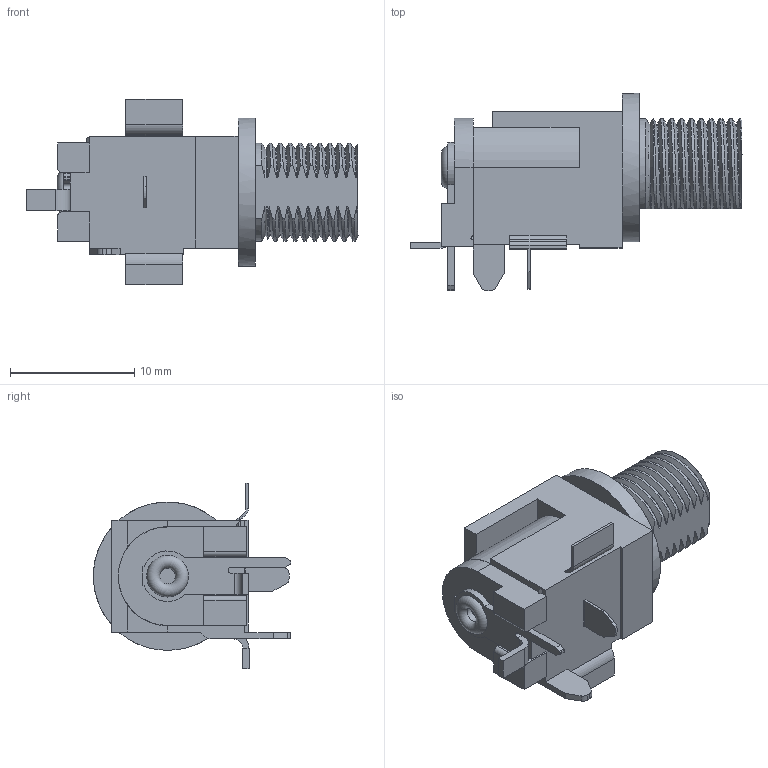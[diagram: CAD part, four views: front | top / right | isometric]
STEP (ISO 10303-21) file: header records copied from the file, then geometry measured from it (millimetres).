
FILE_DESCRIPTION(/* description */ (''),/* implementation_level */ '2;1');
FILE_NAME(/* name */ 'PowerJack.step',/* time_stamp */ '2021-07-27T01:19:16+02:00',/* author */ (''),/* organization */ (''),/* preprocessor_version */ 'ST-DEVELOPER v18.1',/* originating_system */ 'Autodesk Translation Framework v10.9.0.1377',/* authorisation */ '');
FILE_SCHEMA (('AUTOMOTIVE_DESIGN { 1 0 10303 214 3 1 1 }'));
Length unit declared in the file: millimetre
Products named in the file (1): PowerJack
Bounding box: 26.72 x 15.88 x 14.95 mm (x, y, z)
Volume: 1279.2 mm3; surface area: 1798.9 mm2
Topology: 1 solids, 3 shells, 247 faces, 650 edges, 419 vertices
Faces by surface type: plane 135, cylinder 58, bspline 45, cone 6, torus 3
Full cylindrical faces by diameter (mm): 1.27 x1, 1.575 x1, 1.93 x1, 3.505 x1, 5.791 x1, 7.874 x1, 10.668 x1, 11.938 x1
Entity records: 17294 total; most frequent: CARTESIAN_POINT 11521, ORIENTED_EDGE 1300, DIRECTION 1021, EDGE_CURVE 650, VERTEX_POINT 419, LINE 389, VECTOR 389, AXIS2_PLACEMENT_3D 316
